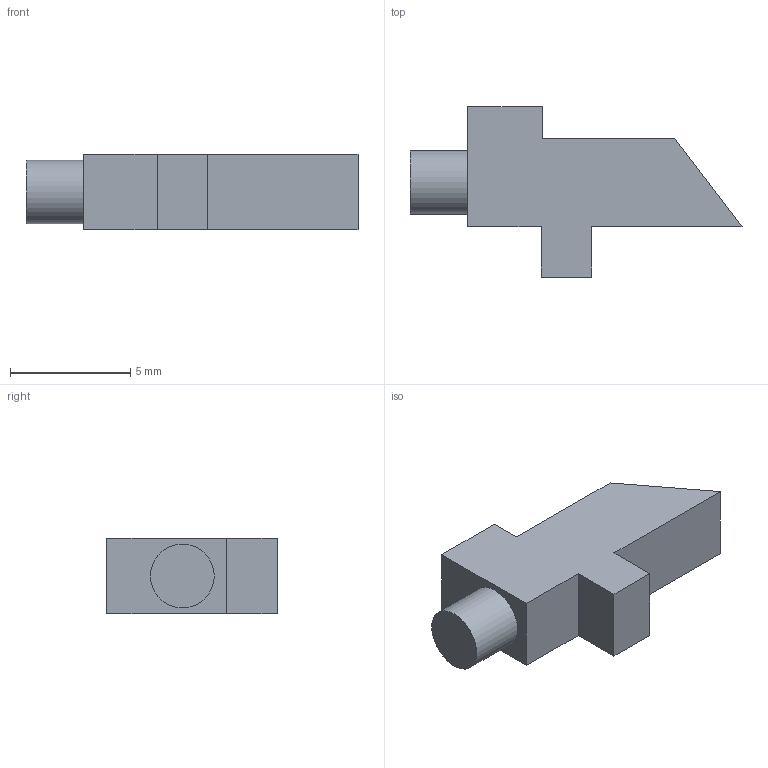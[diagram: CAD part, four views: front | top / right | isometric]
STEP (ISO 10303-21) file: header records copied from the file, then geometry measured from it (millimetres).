
FILE_DESCRIPTION(('STEP AP214'),'1');
FILE_NAME('BB Retainer V0.3.stp','2025-12-02T20:20:52',(' '),(' '),'Spatial InterOp 3D',' ',' ');
FILE_SCHEMA(('AUTOMOTIVE_DESIGN { 1 0 10303 214 1 1 1 1 }'));
Length unit declared in the file: millimetre
Products named in the file (1): BB Retainer V0.3
Bounding box: 13.8 x 7.08 x 3.15 mm (x, y, z)
Volume: 155.7 mm3; surface area: 221 mm2
Topology: 1 solids, 1 shells, 14 faces, 33 edges, 22 vertices
Faces by surface type: plane 13, cylinder 1
Full cylindrical faces by diameter (mm): 2.65 x1
Entity records: 548 total; most frequent: CARTESIAN_POINT 69, DIRECTION 64, ORIENTED_EDGE 64, EDGE_CURVE 32, LINE 30, VECTOR 30, VERTEX_POINT 22, AXIS2_PLACEMENT_3D 17
